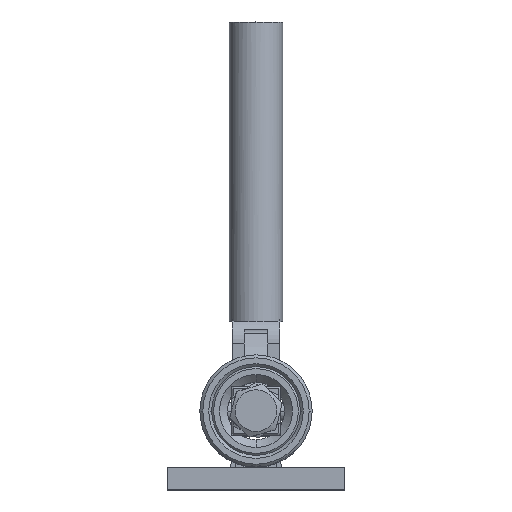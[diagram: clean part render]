
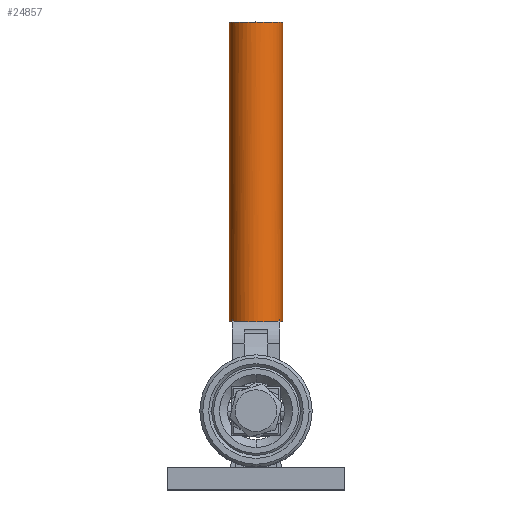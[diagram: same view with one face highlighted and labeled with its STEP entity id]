
A CAD part, top view. The second image highlights one B-rep face of the part: STEP entity #24857.
In plain terms, the highlighted cylindrical face has radius 13.6 mm (diameter 27.2 mm), a partial arc.
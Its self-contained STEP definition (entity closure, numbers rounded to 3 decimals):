
#5512 = DIRECTION ( 'NONE',  ( 0., 0., -1. ) ) ;
#5514 = DIRECTION ( 'NONE',  ( 0., -1., 0. ) ) ;
#5516 = CARTESIAN_POINT ( 'NONE',  ( -1.5, 45.75, 12. ) ) ;
#5517 = AXIS2_PLACEMENT_3D ( 'NONE', #5516, #5514, #5512 ) ;
#5519 = CIRCLE ( 'NONE', #5517, 13.6 ) ;
#5524 = CARTESIAN_POINT ( 'NONE',  ( -1.5, 45.75, 25.6 ) ) ;
#5527 = DIRECTION ( 'NONE',  ( 0., -1., 0. ) ) ;
#5528 = VECTOR ( 'NONE', #5527, 1000. ) ;
#5530 = CARTESIAN_POINT ( 'NONE',  ( -1.5, 197.75, 25.6 ) ) ;
#5532 = LINE ( 'NONE', #5530, #5528 ) ;
#5652 = VECTOR ( 'NONE', #5789, 1000. ) ;
#5653 = CARTESIAN_POINT ( 'NONE',  ( -1.5, 197.75, -1.6 ) ) ;
#5655 = LINE ( 'NONE', #5653, #5652 ) ;
#5660 = CARTESIAN_POINT ( 'NONE',  ( -1.5, 45.75, -1.6 ) ) ;
#5662 = DIRECTION ( 'NONE',  ( 0., 0., -1. ) ) ;
#5663 = DIRECTION ( 'NONE',  ( 0., -1., 0. ) ) ;
#5665 = CARTESIAN_POINT ( 'NONE',  ( -1.5, 45.75, 12. ) ) ;
#5666 = AXIS2_PLACEMENT_3D ( 'NONE', #5665, #5663, #5662 ) ;
#5667 = CIRCLE ( 'NONE', #5666, 13.6 ) ;
#5674 = CARTESIAN_POINT ( 'NONE',  ( 4.9, 45.75, 0. ) ) ;
#5676 = DIRECTION ( 'NONE',  ( 0., 1., 0. ) ) ;
#5678 = VECTOR ( 'NONE', #5676, 1000. ) ;
#5679 = CARTESIAN_POINT ( 'NONE',  ( 4.9, 197.75, 0. ) ) ;
#5681 = LINE ( 'NONE', #5679, #5678 ) ;
#5724 = CARTESIAN_POINT ( 'NONE',  ( 6.326, 45.75, 23.122 ) ) ;
#5728 = CARTESIAN_POINT ( 'NONE',  ( 6.326, 45.75, 23.122 ) ) ;
#5729 = B_SPLINE_CURVE_WITH_KNOTS ( 'NONE', 3,
 ( #5724, #5858, #5856, #5854 ),
 .UNSPECIFIED., .F., .F.,
 ( 4, 4 ),
 ( 0., 0.002 ),
 .UNSPECIFIED. ) ;
#5734 = CARTESIAN_POINT ( 'NONE',  ( -1.5, 45.75, 12. ) ) ;
#5738 = CARTESIAN_POINT ( 'NONE',  ( 4.9, 46.637, 24. ) ) ;
#5740 = DIRECTION ( 'NONE',  ( 0., 1., 0. ) ) ;
#5741 = VECTOR ( 'NONE', #5740, 1000. ) ;
#5742 = CARTESIAN_POINT ( 'NONE',  ( 4.9, 197.75, 24. ) ) ;
#5744 = LINE ( 'NONE', #5742, #5741 ) ;
#5749 = CARTESIAN_POINT ( 'NONE',  ( 4.9, 45.75, 24. ) ) ;
#5789 = DIRECTION ( 'NONE',  ( 0., -1., 0. ) ) ;
#5797 = CARTESIAN_POINT ( 'NONE',  ( -1.5, 197.75, 25.6 ) ) ;
#5800 = CARTESIAN_POINT ( 'NONE',  ( -1.5, 197.75, -1.6 ) ) ;
#5802 = DIRECTION ( 'NONE',  ( 0., 0., -1. ) ) ;
#5804 = DIRECTION ( 'NONE',  ( 0., -1., 0. ) ) ;
#5806 = CARTESIAN_POINT ( 'NONE',  ( -1.5, 197.75, 12. ) ) ;
#5807 = AXIS2_PLACEMENT_3D ( 'NONE', #5806, #5804, #5802 ) ;
#5811 = DIRECTION ( 'NONE',  ( 0., 0., -1. ) ) ;
#5813 = DIRECTION ( 'NONE',  ( 0., -1., 0. ) ) ;
#5815 = AXIS2_PLACEMENT_3D ( 'NONE', #5839, #5813, #5811 ) ;
#5817 = CIRCLE ( 'NONE', #5807, 13.6 ) ;
#5822 = CARTESIAN_POINT ( 'NONE',  ( 6.326, 45.75, 0.878 ) ) ;
#5823 = CARTESIAN_POINT ( 'NONE',  ( 5.879, 46.068, 0.563 ) ) ;
#5824 = CARTESIAN_POINT ( 'NONE',  ( 5.405, 46.365, 0.269 ) ) ;
#5826 = CARTESIAN_POINT ( 'NONE',  ( 4.9, 46.637, 0. ) ) ;
#5828 = CYLINDRICAL_SURFACE ( 'NONE', #5815, 13.6 ) ;
#5830 = FACE_OUTER_BOUND ( 'NONE', #24854, .T. ) ;
#5833 = B_SPLINE_CURVE_WITH_KNOTS ( 'NONE', 3,
 ( #5826, #5824, #5823, #5822 ),
 .UNSPECIFIED., .F., .F.,
 ( 4, 4 ),
 ( 0., 0.002 ),
 .UNSPECIFIED. ) ;
#5839 = CARTESIAN_POINT ( 'NONE',  ( -1.5, 197.75, 12. ) ) ;
#5841 = CARTESIAN_POINT ( 'NONE',  ( 4.9, 46.637, 0. ) ) ;
#5844 = CARTESIAN_POINT ( 'NONE',  ( 6.326, 45.75, 0.878 ) ) ;
#5846 = DIRECTION ( 'NONE',  ( 0., 0., -1. ) ) ;
#5847 = DIRECTION ( 'NONE',  ( 0., -1., 0. ) ) ;
#5849 = AXIS2_PLACEMENT_3D ( 'NONE', #5734, #5847, #5846 ) ;
#5851 = CIRCLE ( 'NONE', #5849, 13.6 ) ;
#5854 = CARTESIAN_POINT ( 'NONE',  ( 4.9, 46.637, 24. ) ) ;
#5856 = CARTESIAN_POINT ( 'NONE',  ( 5.405, 46.365, 23.731 ) ) ;
#5858 = CARTESIAN_POINT ( 'NONE',  ( 5.879, 46.068, 23.437 ) ) ;
#24781 = ORIENTED_EDGE ( 'NONE', *, *, #24782, .T. ) ;
#24782 = EDGE_CURVE ( 'NONE', #24861, #24783, #5532, .T. ) ;
#24783 = VERTEX_POINT ( 'NONE', #5524 ) ;
#24784 = ORIENTED_EDGE ( 'NONE', *, *, #24785, .F. ) ;
#24785 = EDGE_CURVE ( 'NONE', #24837, #24783, #5519, .T. ) ;
#24822 = EDGE_CURVE ( 'NONE', #24823, #24849, #5681, .T. ) ;
#24823 = VERTEX_POINT ( 'NONE', #5674 ) ;
#24824 = ORIENTED_EDGE ( 'NONE', *, *, #24825, .F. ) ;
#24825 = EDGE_CURVE ( 'NONE', #24826, #24823, #5667, .T. ) ;
#24826 = VERTEX_POINT ( 'NONE', #5660 ) ;
#24827 = ORIENTED_EDGE ( 'NONE', *, *, #24828, .F. ) ;
#24828 = EDGE_CURVE ( 'NONE', #24860, #24826, #5655, .T. ) ;
#24837 = VERTEX_POINT ( 'NONE', #5749 ) ;
#24838 = ORIENTED_EDGE ( 'NONE', *, *, #24839, .T. ) ;
#24839 = EDGE_CURVE ( 'NONE', #24837, #24840, #5744, .T. ) ;
#24840 = VERTEX_POINT ( 'NONE', #5738 ) ;
#24841 = ORIENTED_EDGE ( 'NONE', *, *, #24842, .F. ) ;
#24842 = EDGE_CURVE ( 'NONE', #24843, #24840, #5729, .T. ) ;
#24843 = VERTEX_POINT ( 'NONE', #5728 ) ;
#24844 = ORIENTED_EDGE ( 'NONE', *, *, #24845, .F. ) ;
#24845 = EDGE_CURVE ( 'NONE', #24846, #24843, #5851, .T. ) ;
#24846 = VERTEX_POINT ( 'NONE', #5844 ) ;
#24847 = ORIENTED_EDGE ( 'NONE', *, *, #24848, .F. ) ;
#24848 = EDGE_CURVE ( 'NONE', #24849, #24846, #5833, .T. ) ;
#24849 = VERTEX_POINT ( 'NONE', #5841 ) ;
#24850 = ORIENTED_EDGE ( 'NONE', *, *, #24822, .F. ) ;
#24854 = EDGE_LOOP ( 'NONE', ( #24858, #24781, #24784, #24838, #24841, #24844, #24847, #24850, #24824, #24827 ) ) ;
#24857 = ADVANCED_FACE ( 'NONE', ( #5830 ), #5828, .T. ) ;
#24858 = ORIENTED_EDGE ( 'NONE', *, *, #24859, .T. ) ;
#24859 = EDGE_CURVE ( 'NONE', #24860, #24861, #5817, .T. ) ;
#24860 = VERTEX_POINT ( 'NONE', #5800 ) ;
#24861 = VERTEX_POINT ( 'NONE', #5797 ) ;
